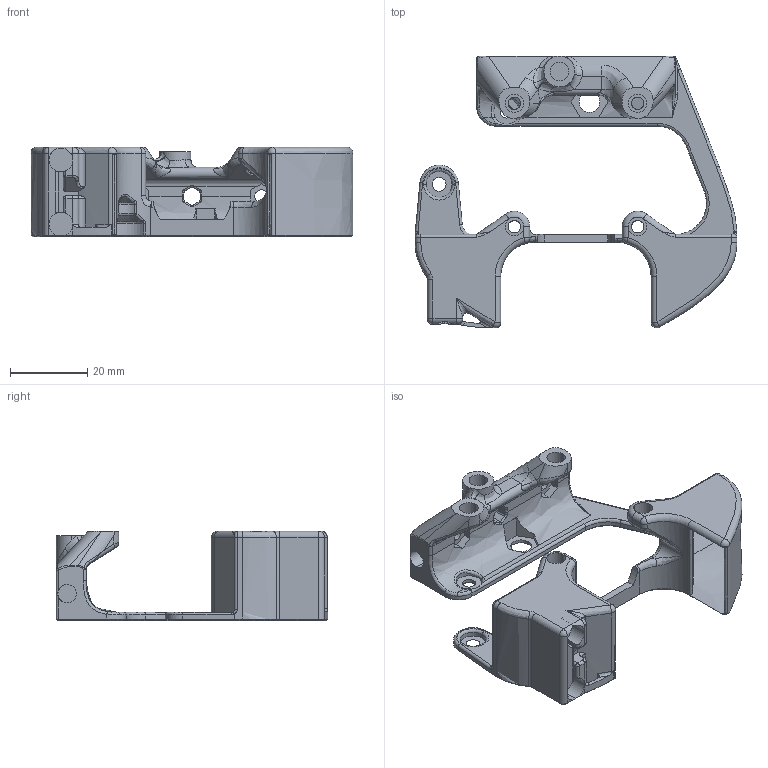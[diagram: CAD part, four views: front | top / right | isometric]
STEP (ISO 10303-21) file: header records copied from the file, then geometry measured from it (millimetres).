
FILE_DESCRIPTION (( 'STEP AP214' ), '1' );
FILE_NAME ('Stiffy_micro.STEP', '2022-06-18T17:43:18', ( '' ), ( '' ), 'SwSTEP 2.0', 'SolidWorks 2021', '' );
FILE_SCHEMA (( 'AUTOMOTIVE_DESIGN' ));
Length unit declared in the file: millimetre
Products named in the file (1): Stiffy_micro
Bounding box: 83.5 x 70.48 x 23.2 mm (x, y, z)
Volume: 20987.7 mm3; surface area: 15515.8 mm2
Topology: 1 solids, 1 shells, 522 faces, 1318 edges, 772 vertices
Faces by surface type: cylinder 164, plane 145, bspline 114, cone 50, torus 33, sphere 16
Entity records: 19898 total; most frequent: CARTESIAN_POINT 8454, ORIENTED_EDGE 2578, DIRECTION 2180, EDGE_CURVE 1289, AXIS2_PLACEMENT_3D 837, VERTEX_POINT 769, EDGE_LOOP 548, ADVANCED_FACE 522
